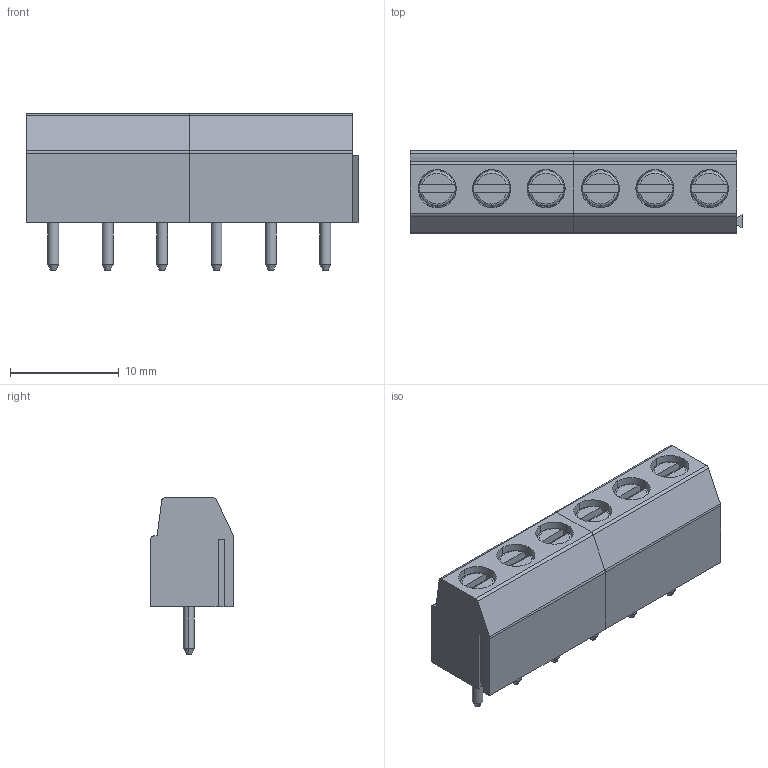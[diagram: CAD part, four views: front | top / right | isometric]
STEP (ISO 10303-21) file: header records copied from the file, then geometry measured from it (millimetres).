
FILE_DESCRIPTION (( 'STEP AP203' ), '1' );
FILE_NAME ('CUI_DEVICES_TB002-500-06BE.step', '2019-10-21T05:12:41', ( '' ), ( '' ), 'SwSTEP 2.0', 'SolidWorks 2019', '' );
FILE_SCHEMA (( 'CONFIG_CONTROL_DESIGN' ));
Length unit declared in the file: millimetre
Products named in the file (2): TB002-500-03P_Blue - S; CUI_DEVICES_TB002-500-06BE
Assembly tree (2 placements, depth 2):
  CUI_DEVICES_TB002-500-06BE
    TB002-500-03P_Blue - S  x2
Bounding box: 30.5 x 7.6 x 14.35 mm (x, y, z)
Volume: 1880.4 mm3; surface area: 1900.4 mm2
Topology: 2 solids, 2 shells, 330 faces, 822 edges, 526 vertices
Faces by surface type: plane 184, cylinder 80, torus 30, cone 24, bspline 12
Entity records: 5291 total; most frequent: CARTESIAN_POINT 1228, ORIENTED_EDGE 822, DIRECTION 771, EDGE_CURVE 411, AXIS2_PLACEMENT_3D 274, VERTEX_POINT 263, VECTOR 223, LINE 223
